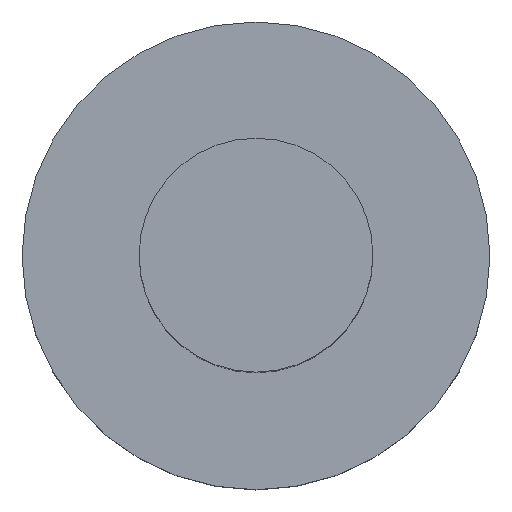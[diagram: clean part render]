
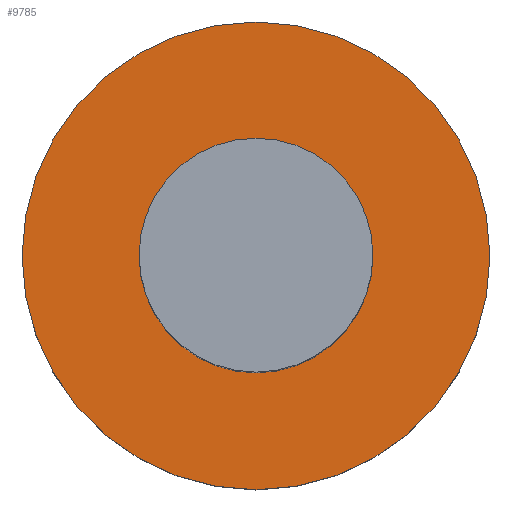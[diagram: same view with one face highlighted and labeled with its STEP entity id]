
A CAD part, top view. The second image highlights one B-rep face of the part: STEP entity #9785.
In plain terms, the highlighted planar face has unit normal (0, 0, 1).
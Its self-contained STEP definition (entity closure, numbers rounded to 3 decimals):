
#1226 = CARTESIAN_POINT ( 'NONE',  ( -5., 0., 4.905 ) ) ;
#1410 = EDGE_LOOP ( 'NONE', ( #2797, #14825 ) ) ;
#1526 = CIRCLE ( 'NONE', #4311, 2.5 ) ;
#1856 = CARTESIAN_POINT ( 'NONE',  ( 5., 0., 4.905 ) ) ;
#2440 = DIRECTION ( 'NONE',  ( 1., 0., 0. ) ) ;
#2773 = AXIS2_PLACEMENT_3D ( 'NONE', #19726, #3041, #16462 ) ;
#2797 = ORIENTED_EDGE ( 'NONE', *, *, #15198, .F. ) ;
#3041 = DIRECTION ( 'NONE',  ( 0., 0., 1. ) ) ;
#3333 = CARTESIAN_POINT ( 'NONE',  ( 2.5, 0., 4.905 ) ) ;
#3916 = DIRECTION ( 'NONE',  ( 0., 0., 1. ) ) ;
#4076 = CARTESIAN_POINT ( 'NONE',  ( 0., 0., 4.905 ) ) ;
#4311 = AXIS2_PLACEMENT_3D ( 'NONE', #20452, #5732, #12380 ) ;
#5400 = CARTESIAN_POINT ( 'NONE',  ( 0., 2.5, 4.905 ) ) ;
#5505 = DIRECTION ( 'NONE',  ( -1., 0., 0. ) ) ;
#5681 = CARTESIAN_POINT ( 'NONE',  ( -2.5, 0., 4.905 ) ) ;
#5732 = DIRECTION ( 'NONE',  ( 0., 0., 1. ) ) ;
#5812 = DIRECTION ( 'NONE',  ( 0., 0., 1. ) ) ;
#6045 = CIRCLE ( 'NONE', #17897, 5. ) ;
#6252 = AXIS2_PLACEMENT_3D ( 'NONE', #18971, #3916, #20170 ) ;
#7311 = CIRCLE ( 'NONE', #6252, 5. ) ;
#8405 = VERTEX_POINT ( 'NONE', #5681 ) ;
#8474 = AXIS2_PLACEMENT_3D ( 'NONE', #5400, #8772, #5505 ) ;
#8772 = DIRECTION ( 'NONE',  ( 0., 0., -1. ) ) ;
#9785 = ADVANCED_FACE ( 'NONE', ( #16858, #13578 ), #20338, .F. ) ;
#10090 = CIRCLE ( 'NONE', #2773, 2.5 ) ;
#12380 = DIRECTION ( 'NONE',  ( 1., 0., 0. ) ) ;
#12963 = VERTEX_POINT ( 'NONE', #3333 ) ;
#13190 = EDGE_CURVE ( 'NONE', #18412, #19361, #6045, .T. ) ;
#13578 = FACE_OUTER_BOUND ( 'NONE', #16814, .T. ) ;
#14252 = EDGE_CURVE ( 'NONE', #8405, #12963, #1526, .T. ) ;
#14708 = ORIENTED_EDGE ( 'NONE', *, *, #19195, .T. ) ;
#14825 = ORIENTED_EDGE ( 'NONE', *, *, #14252, .F. ) ;
#15198 = EDGE_CURVE ( 'NONE', #12963, #8405, #10090, .T. ) ;
#16462 = DIRECTION ( 'NONE',  ( 1., 0., 0. ) ) ;
#16814 = EDGE_LOOP ( 'NONE', ( #14708, #21565 ) ) ;
#16858 = FACE_BOUND ( 'NONE', #1410, .T. ) ;
#17897 = AXIS2_PLACEMENT_3D ( 'NONE', #4076, #5812, #2440 ) ;
#18412 = VERTEX_POINT ( 'NONE', #1226 ) ;
#18971 = CARTESIAN_POINT ( 'NONE',  ( 0., 0., 4.905 ) ) ;
#19195 = EDGE_CURVE ( 'NONE', #19361, #18412, #7311, .T. ) ;
#19361 = VERTEX_POINT ( 'NONE', #1856 ) ;
#19726 = CARTESIAN_POINT ( 'NONE',  ( 0., 0., 4.905 ) ) ;
#20170 = DIRECTION ( 'NONE',  ( 1., 0., 0. ) ) ;
#20338 = PLANE ( 'NONE',  #8474 ) ;
#20452 = CARTESIAN_POINT ( 'NONE',  ( 0., 0., 4.905 ) ) ;
#21565 = ORIENTED_EDGE ( 'NONE', *, *, #13190, .T. ) ;
